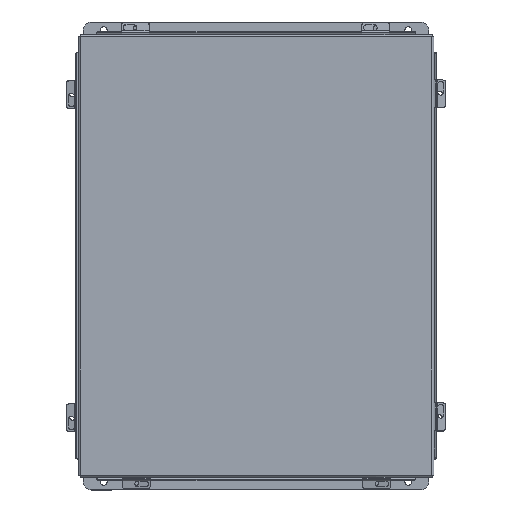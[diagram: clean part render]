
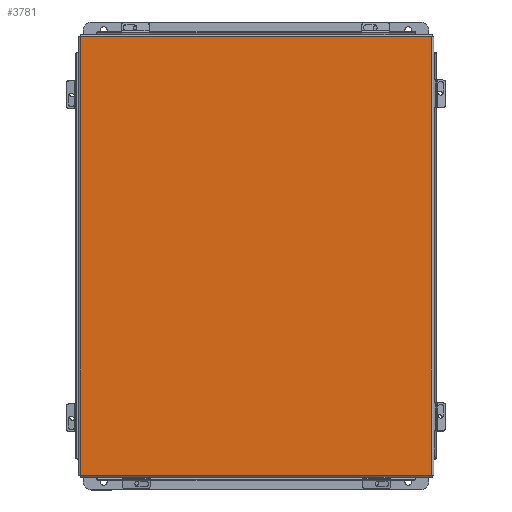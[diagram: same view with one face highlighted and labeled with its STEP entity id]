
A CAD part, top view. The second image highlights one B-rep face of the part: STEP entity #3781.
In plain terms, the highlighted face is planar.
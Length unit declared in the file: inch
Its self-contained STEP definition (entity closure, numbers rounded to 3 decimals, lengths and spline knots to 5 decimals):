
#482 = AXIS2_PLACEMENT_3D ( 'NONE', #706, #9594, #7586 ) ;
#485 = EDGE_CURVE ( 'NONE', #7330, #2909, #4082, .T. ) ;
#537 = VECTOR ( 'NONE', #3417, 39.37008 ) ;
#706 = CARTESIAN_POINT ( 'NONE',  ( 0., 0., -0.0747 ) ) ;
#938 = VERTEX_POINT ( 'NONE', #3972 ) ;
#1315 = VECTOR ( 'NONE', #3732, 39.37008 ) ;
#1495 = EDGE_CURVE ( 'NONE', #2909, #8450, #3593, .T. ) ;
#1609 = EDGE_CURVE ( 'NONE', #8450, #938, #3818, .T. ) ;
#2909 = VERTEX_POINT ( 'NONE', #6755 ) ;
#3277 = FACE_OUTER_BOUND ( 'NONE', #7593, .T. ) ;
#3417 = DIRECTION ( 'NONE',  ( -1., 0., 0. ) ) ;
#3550 = EDGE_CURVE ( 'NONE', #938, #7330, #6149, .T. ) ;
#3593 = LINE ( 'NONE', #3637, #3833 ) ;
#3637 = CARTESIAN_POINT ( 'NONE',  ( 8.06855, 10.07448, -0.0747 ) ) ;
#3732 = DIRECTION ( 'NONE',  ( 0., 1., 0. ) ) ;
#3781 = ADVANCED_FACE ( 'NONE', ( #3277 ), #5752, .T. ) ;
#3818 = LINE ( 'NONE', #8161, #537 ) ;
#3833 = VECTOR ( 'NONE', #9007, 39.37008 ) ;
#3972 = CARTESIAN_POINT ( 'NONE',  ( -8.06855, -10.06855, -0.0747 ) ) ;
#4082 = LINE ( 'NONE', #4295, #4206 ) ;
#4206 = VECTOR ( 'NONE', #8721, 39.37008 ) ;
#4295 = CARTESIAN_POINT ( 'NONE',  ( -8.07448, 10.06855, -0.0747 ) ) ;
#5088 = CARTESIAN_POINT ( 'NONE',  ( 8.06855, -10.06855, -0.0747 ) ) ;
#5752 = PLANE ( 'NONE',  #482 ) ;
#6033 = ORIENTED_EDGE ( 'NONE', *, *, #1495, .T. ) ;
#6149 = LINE ( 'NONE', #8399, #1315 ) ;
#6242 = ORIENTED_EDGE ( 'NONE', *, *, #485, .T. ) ;
#6755 = CARTESIAN_POINT ( 'NONE',  ( 8.06855, 10.06855, -0.0747 ) ) ;
#6757 = ORIENTED_EDGE ( 'NONE', *, *, #3550, .T. ) ;
#7177 = ORIENTED_EDGE ( 'NONE', *, *, #1609, .T. ) ;
#7330 = VERTEX_POINT ( 'NONE', #8537 ) ;
#7586 = DIRECTION ( 'NONE',  ( -1., 0., 0. ) ) ;
#7593 = EDGE_LOOP ( 'NONE', ( #6242, #6033, #7177, #6757 ) ) ;
#8161 = CARTESIAN_POINT ( 'NONE',  ( 8.07448, -10.06855, -0.0747 ) ) ;
#8399 = CARTESIAN_POINT ( 'NONE',  ( -8.06855, -10.07448, -0.0747 ) ) ;
#8450 = VERTEX_POINT ( 'NONE', #5088 ) ;
#8537 = CARTESIAN_POINT ( 'NONE',  ( -8.06855, 10.06855, -0.0747 ) ) ;
#8721 = DIRECTION ( 'NONE',  ( 1., 0., 0. ) ) ;
#9007 = DIRECTION ( 'NONE',  ( 0., -1., 0. ) ) ;
#9594 = DIRECTION ( 'NONE',  ( 0., 0., -1. ) ) ;
